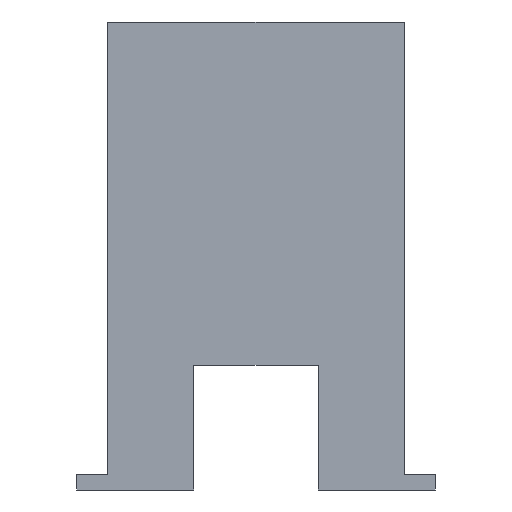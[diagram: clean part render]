
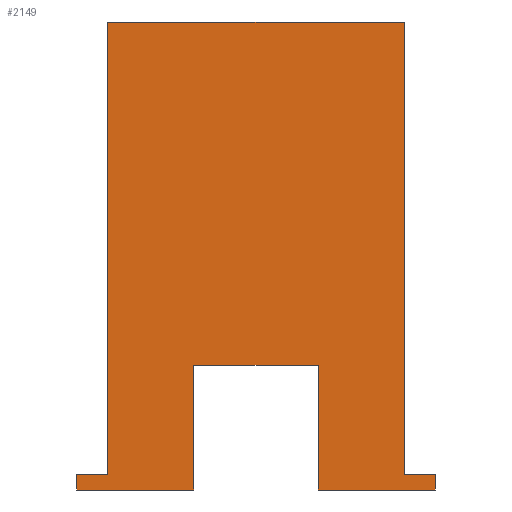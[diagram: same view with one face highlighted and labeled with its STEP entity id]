
A CAD part, left-side view. The second image highlights one B-rep face of the part: STEP entity #2149.
In plain terms, the highlighted planar face has unit normal (-1, 0, 0).
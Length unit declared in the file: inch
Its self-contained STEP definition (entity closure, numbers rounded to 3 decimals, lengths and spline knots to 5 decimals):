
#29 = LINE ( 'NONE', #910, #1158 ) ;
#146 = VECTOR ( 'NONE', #1085, 39.37008 ) ;
#207 = CARTESIAN_POINT ( 'NONE',  ( 0., -2.375, 7.5 ) ) ;
#309 = CARTESIAN_POINT ( 'NONE',  ( 0., 2.375, 7.5 ) ) ;
#312 = VERTEX_POINT ( 'NONE', #1654 ) ;
#394 = ORIENTED_EDGE ( 'NONE', *, *, #1963, .T. ) ;
#412 = VECTOR ( 'NONE', #2206, 39.37008 ) ;
#458 = LINE ( 'NONE', #1737, #2802 ) ;
#471 = VECTOR ( 'NONE', #2262, 39.37008 ) ;
#513 = VERTEX_POINT ( 'NONE', #524 ) ;
#524 = CARTESIAN_POINT ( 'NONE',  ( 0., -2.875, 0. ) ) ;
#527 = ORIENTED_EDGE ( 'NONE', *, *, #1259, .T. ) ;
#534 = CARTESIAN_POINT ( 'NONE',  ( 0., -2.875, 0.25 ) ) ;
#546 = ORIENTED_EDGE ( 'NONE', *, *, #2841, .F. ) ;
#552 = CARTESIAN_POINT ( 'NONE',  ( 0., -2.375, 7.5 ) ) ;
#594 = CARTESIAN_POINT ( 'NONE',  ( 0., 1., 2. ) ) ;
#645 = DIRECTION ( 'NONE',  ( 0., -1., 0. ) ) ;
#653 = FACE_OUTER_BOUND ( 'NONE', #2759, .T. ) ;
#689 = DIRECTION ( 'NONE',  ( 0., 0., 1. ) ) ;
#727 = VECTOR ( 'NONE', #735, 39.37008 ) ;
#735 = DIRECTION ( 'NONE',  ( 0., 0., -1. ) ) ;
#768 = EDGE_CURVE ( 'NONE', #1245, #1208, #2108, .T. ) ;
#839 = CARTESIAN_POINT ( 'NONE',  ( 0., 2.375, 7.5 ) ) ;
#862 = DIRECTION ( 'NONE',  ( 0., 0., -1. ) ) ;
#877 = CARTESIAN_POINT ( 'NONE',  ( 0., -2.375, 7.5 ) ) ;
#879 = DIRECTION ( 'NONE',  ( 0., -1., 0. ) ) ;
#894 = ORIENTED_EDGE ( 'NONE', *, *, #1226, .F. ) ;
#908 = EDGE_CURVE ( 'NONE', #312, #2609, #29, .T. ) ;
#910 = CARTESIAN_POINT ( 'NONE',  ( 0., 1., 0. ) ) ;
#943 = VERTEX_POINT ( 'NONE', #1404 ) ;
#1043 = VERTEX_POINT ( 'NONE', #534 ) ;
#1052 = CARTESIAN_POINT ( 'NONE',  ( 0., -1., 0. ) ) ;
#1073 = VECTOR ( 'NONE', #1076, 39.37008 ) ;
#1076 = DIRECTION ( 'NONE',  ( 0., 0., -1. ) ) ;
#1079 = VERTEX_POINT ( 'NONE', #1294 ) ;
#1085 = DIRECTION ( 'NONE',  ( 0., 1., 0. ) ) ;
#1132 = LINE ( 'NONE', #1519, #412 ) ;
#1158 = VECTOR ( 'NONE', #689, 39.37008 ) ;
#1208 = VERTEX_POINT ( 'NONE', #1307 ) ;
#1226 = EDGE_CURVE ( 'NONE', #2660, #2536, #2427, .T. ) ;
#1245 = VERTEX_POINT ( 'NONE', #1779 ) ;
#1259 = EDGE_CURVE ( 'NONE', #2660, #2616, #2275, .T. ) ;
#1263 = ORIENTED_EDGE ( 'NONE', *, *, #1874, .F. ) ;
#1272 = PLANE ( 'NONE',  #2806 ) ;
#1286 = CARTESIAN_POINT ( 'NONE',  ( 0., 2.875, 0. ) ) ;
#1294 = CARTESIAN_POINT ( 'NONE',  ( 0., 2.875, 0.25 ) ) ;
#1307 = CARTESIAN_POINT ( 'NONE',  ( 0., -1., 0. ) ) ;
#1334 = CARTESIAN_POINT ( 'NONE',  ( 0., -2.375, 7.5 ) ) ;
#1404 = CARTESIAN_POINT ( 'NONE',  ( 0., -2.375, 0.25 ) ) ;
#1519 = CARTESIAN_POINT ( 'NONE',  ( 0., -2.375, 0. ) ) ;
#1559 = LINE ( 'NONE', #877, #1073 ) ;
#1560 = LINE ( 'NONE', #2657, #2334 ) ;
#1574 = EDGE_CURVE ( 'NONE', #2536, #943, #1559, .T. ) ;
#1594 = CARTESIAN_POINT ( 'NONE',  ( 0., -2.875, 0.25 ) ) ;
#1654 = CARTESIAN_POINT ( 'NONE',  ( 0., 1., 0. ) ) ;
#1737 = CARTESIAN_POINT ( 'NONE',  ( 0., 2.875, 0.25 ) ) ;
#1779 = CARTESIAN_POINT ( 'NONE',  ( 0., -1., 2. ) ) ;
#1806 = ORIENTED_EDGE ( 'NONE', *, *, #1574, .F. ) ;
#1849 = ORIENTED_EDGE ( 'NONE', *, *, #1870, .T. ) ;
#1870 = EDGE_CURVE ( 'NONE', #1208, #513, #1132, .T. ) ;
#1874 = EDGE_CURVE ( 'NONE', #1079, #2616, #458, .T. ) ;
#1928 = DIRECTION ( 'NONE',  ( 0., 0., -1. ) ) ;
#1946 = EDGE_CURVE ( 'NONE', #2258, #312, #1560, .T. ) ;
#1954 = LINE ( 'NONE', #2438, #2154 ) ;
#1963 = EDGE_CURVE ( 'NONE', #2609, #1245, #1954, .T. ) ;
#2049 = ORIENTED_EDGE ( 'NONE', *, *, #2651, .T. ) ;
#2108 = LINE ( 'NONE', #1052, #2300 ) ;
#2125 = CARTESIAN_POINT ( 'NONE',  ( 0., 2.375, 0.25 ) ) ;
#2149 = ADVANCED_FACE ( 'NONE', ( #653 ), #1272, .F. ) ;
#2154 = VECTOR ( 'NONE', #879, 39.37008 ) ;
#2206 = DIRECTION ( 'NONE',  ( 0., -1., 0. ) ) ;
#2223 = DIRECTION ( 'NONE',  ( 0., -1., 0. ) ) ;
#2256 = VECTOR ( 'NONE', #2223, 39.37008 ) ;
#2258 = VERTEX_POINT ( 'NONE', #1286 ) ;
#2262 = DIRECTION ( 'NONE',  ( 0., 0., -1. ) ) ;
#2272 = ORIENTED_EDGE ( 'NONE', *, *, #768, .T. ) ;
#2275 = LINE ( 'NONE', #309, #471 ) ;
#2300 = VECTOR ( 'NONE', #1928, 39.37008 ) ;
#2334 = VECTOR ( 'NONE', #645, 39.37008 ) ;
#2344 = LINE ( 'NONE', #2359, #146 ) ;
#2350 = VECTOR ( 'NONE', #2810, 39.37008 ) ;
#2359 = CARTESIAN_POINT ( 'NONE',  ( 0., -2.875, 0.25 ) ) ;
#2389 = LINE ( 'NONE', #2782, #2350 ) ;
#2390 = ORIENTED_EDGE ( 'NONE', *, *, #2577, .T. ) ;
#2427 = LINE ( 'NONE', #1334, #2256 ) ;
#2438 = CARTESIAN_POINT ( 'NONE',  ( 0., 1., 2. ) ) ;
#2457 = ORIENTED_EDGE ( 'NONE', *, *, #1946, .T. ) ;
#2536 = VERTEX_POINT ( 'NONE', #552 ) ;
#2577 = EDGE_CURVE ( 'NONE', #1043, #943, #2344, .T. ) ;
#2609 = VERTEX_POINT ( 'NONE', #594 ) ;
#2616 = VERTEX_POINT ( 'NONE', #2125 ) ;
#2630 = DIRECTION ( 'NONE',  ( 0., -1., 0. ) ) ;
#2651 = EDGE_CURVE ( 'NONE', #1079, #2258, #2389, .T. ) ;
#2657 = CARTESIAN_POINT ( 'NONE',  ( 0., -2.375, 0. ) ) ;
#2660 = VERTEX_POINT ( 'NONE', #839 ) ;
#2691 = ORIENTED_EDGE ( 'NONE', *, *, #908, .T. ) ;
#2745 = LINE ( 'NONE', #1594, #727 ) ;
#2759 = EDGE_LOOP ( 'NONE', ( #394, #2272, #1849, #546, #2390, #1806, #894, #527, #1263, #2049, #2457, #2691 ) ) ;
#2782 = CARTESIAN_POINT ( 'NONE',  ( 0., 2.875, 0.25 ) ) ;
#2799 = DIRECTION ( 'NONE',  ( 1., 0., 0. ) ) ;
#2802 = VECTOR ( 'NONE', #2630, 39.37008 ) ;
#2806 = AXIS2_PLACEMENT_3D ( 'NONE', #207, #2799, #862 ) ;
#2810 = DIRECTION ( 'NONE',  ( 0., 0., -1. ) ) ;
#2841 = EDGE_CURVE ( 'NONE', #1043, #513, #2745, .T. ) ;
